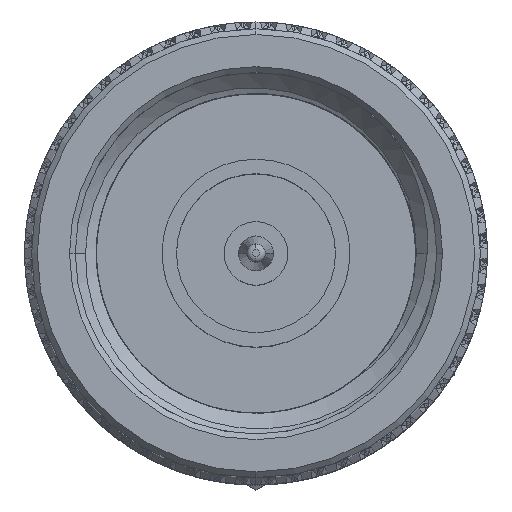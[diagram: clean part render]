
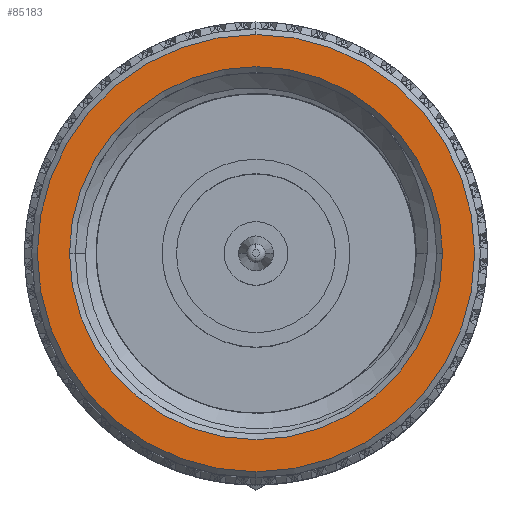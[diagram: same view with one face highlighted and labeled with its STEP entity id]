
A CAD part, top view. The second image highlights one B-rep face of the part: STEP entity #85183.
In plain terms, the highlighted face is planar.
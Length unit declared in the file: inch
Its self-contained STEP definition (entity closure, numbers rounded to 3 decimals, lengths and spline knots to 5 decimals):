
#1008 = EDGE_CURVE ( 'NONE', #3314, #75326, #48624, .T. ) ;
#1284 = CARTESIAN_POINT ( 'NONE',  ( 0., 0.37809, 0. ) ) ;
#3314 = VERTEX_POINT ( 'NONE', #105909 ) ;
#6571 = CARTESIAN_POINT ( 'NONE',  ( 0., 0., -0.3225 ) ) ;
#9436 = DIRECTION ( 'NONE',  ( 1., 0., 0. ) ) ;
#18811 = AXIS2_PLACEMENT_3D ( 'NONE', #66737, #29693, #113510 ) ;
#19487 = PLANE ( 'NONE',  #39031 ) ;
#20376 = VERTEX_POINT ( 'NONE', #1284 ) ;
#22484 = CARTESIAN_POINT ( 'NONE',  ( 0., 0., 0. ) ) ;
#26394 = FACE_OUTER_BOUND ( 'NONE', #38250, .T. ) ;
#28918 = DIRECTION ( 'NONE',  ( 0., -1., 0. ) ) ;
#29693 = DIRECTION ( 'NONE',  ( 1., 0., 0. ) ) ;
#31337 = ORIENTED_EDGE ( 'NONE', *, *, #1008, .T. ) ;
#32560 = EDGE_LOOP ( 'NONE', ( #31337, #52326 ) ) ;
#35993 = AXIS2_PLACEMENT_3D ( 'NONE', #102700, #112726, #28918 ) ;
#36404 = AXIS2_PLACEMENT_3D ( 'NONE', #22484, #87082, #95895 ) ;
#38250 = EDGE_LOOP ( 'NONE', ( #89355, #113819 ) ) ;
#39031 = AXIS2_PLACEMENT_3D ( 'NONE', #112252, #84092, #39724 ) ;
#39032 = EDGE_CURVE ( 'NONE', #75326, #3314, #58628, .T. ) ;
#39724 = DIRECTION ( 'NONE',  ( 0., -1., 0. ) ) ;
#45833 = CARTESIAN_POINT ( 'NONE',  ( 0., 0., 0. ) ) ;
#48624 = CIRCLE ( 'NONE', #18811, 0.3225 ) ;
#52326 = ORIENTED_EDGE ( 'NONE', *, *, #39032, .T. ) ;
#58628 = CIRCLE ( 'NONE', #116316, 0.3225 ) ;
#64178 = VERTEX_POINT ( 'NONE', #99264 ) ;
#66523 = EDGE_CURVE ( 'NONE', #64178, #20376, #94112, .T. ) ;
#66737 = CARTESIAN_POINT ( 'NONE',  ( 0., 0., 0. ) ) ;
#66862 = CIRCLE ( 'NONE', #36404, 0.37809 ) ;
#68987 = EDGE_CURVE ( 'NONE', #20376, #64178, #66862, .T. ) ;
#75326 = VERTEX_POINT ( 'NONE', #6571 ) ;
#84092 = DIRECTION ( 'NONE',  ( -1., 0., 0. ) ) ;
#85183 = ADVANCED_FACE ( 'NONE', ( #111523, #26394 ), #19487, .T. ) ;
#87082 = DIRECTION ( 'NONE',  ( -1., 0., 0. ) ) ;
#89355 = ORIENTED_EDGE ( 'NONE', *, *, #68987, .T. ) ;
#94112 = CIRCLE ( 'NONE', #35993, 0.37809 ) ;
#95895 = DIRECTION ( 'NONE',  ( 0., -1., 0. ) ) ;
#99264 = CARTESIAN_POINT ( 'NONE',  ( 0., -0.37809, 0. ) ) ;
#102700 = CARTESIAN_POINT ( 'NONE',  ( 0., 0., 0. ) ) ;
#105909 = CARTESIAN_POINT ( 'NONE',  ( 0., 0., 0.3225 ) ) ;
#110309 = DIRECTION ( 'NONE',  ( 0., -1., 0. ) ) ;
#111523 = FACE_BOUND ( 'NONE', #32560, .T. ) ;
#112252 = CARTESIAN_POINT ( 'NONE',  ( 0., 0.38809, 0. ) ) ;
#112726 = DIRECTION ( 'NONE',  ( -1., 0., 0. ) ) ;
#113510 = DIRECTION ( 'NONE',  ( 0., -1., 0. ) ) ;
#113819 = ORIENTED_EDGE ( 'NONE', *, *, #66523, .T. ) ;
#116316 = AXIS2_PLACEMENT_3D ( 'NONE', #45833, #9436, #110309 ) ;
